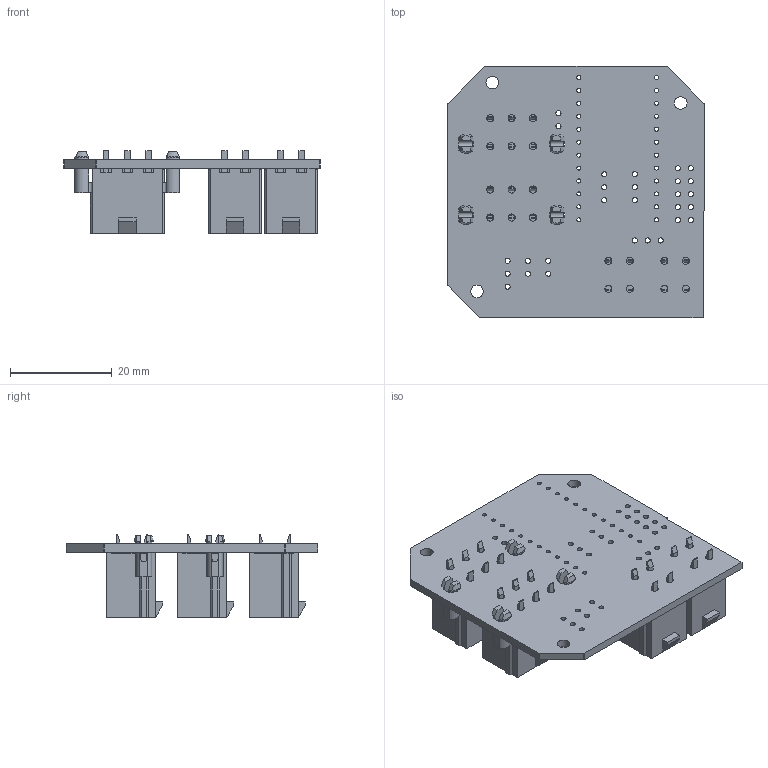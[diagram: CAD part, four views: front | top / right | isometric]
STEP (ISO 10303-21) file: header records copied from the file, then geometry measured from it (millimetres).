
FILE_DESCRIPTION(('KiCad electronic assembly'),'2;1');
FILE_NAME('CONTROLLER_Radar Altimeter.step','2023-01-21T10:26:46',( 'Pcbnew'),('Kicad'),'Open CASCADE STEP processor 7.6', 'KiCad to STEP converter','Unknown');
FILE_SCHEMA(('AUTOMOTIVE_DESIGN { 1 0 10303 214 1 1 1 1 }'));
Length unit declared in the file: millimetre
Products named in the file (6): CONTROLLER_Radar Altimeter 1; 39299067; SOLID; Molex_Mini-Fit_Jr_5566-04A_2x02_P4.20mm_Vertical; CONTROLLER_Radar Altimeter PCB
Assembly tree (7 placements, depth 3):
  CONTROLLER_Radar Altimeter 1
    39299067  x2
      SOLID
    Molex_Mini-Fit_Jr_5566-04A_2x02_P4.20mm_Vertical  x2
      SOLID
    CONTROLLER_Radar Altimeter PCB
Bounding box: 50.4 x 49.41 x 16.3 mm (x, y, z)
Volume: 7407 mm3; surface area: 12412.1 mm2
Topology: 5 solids, 5 shells, 806 faces, 2170 edges, 1436 vertices
Faces by surface type: plane 680, cylinder 118, cone 8
Full cylindrical faces by diameter (mm): 0.8 x24, 1 x28, 1.4 x20, 2.5 x3, 3 x4
Entity records: 31411 total; most frequent: CARTESIAN_POINT 6529, DIRECTION 4570, LINE 3218, VECTOR 3218, ORIENTED_EDGE 2452, PCURVE 2452, DEFINITIONAL_REPRESENTATION 2452, EDGE_CURVE 1226
